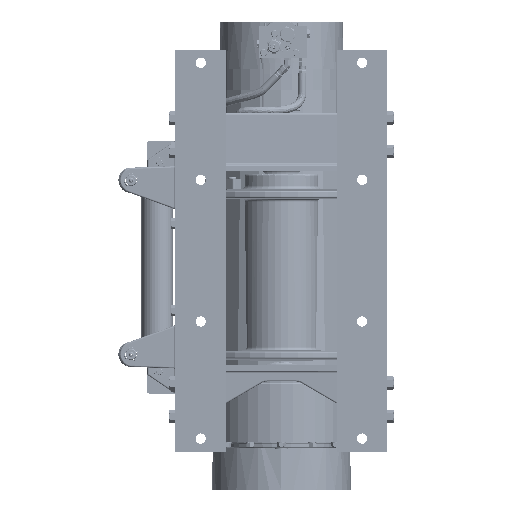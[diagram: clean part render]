
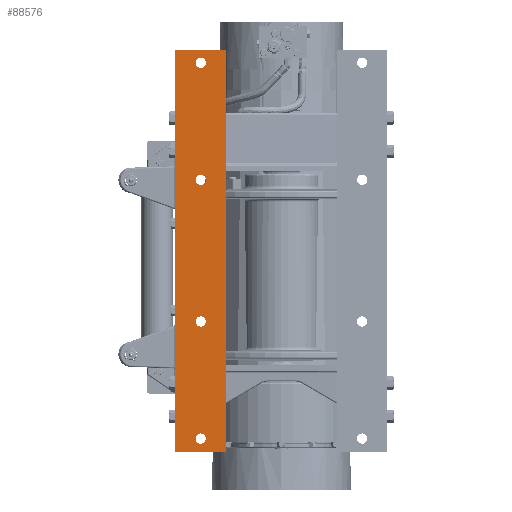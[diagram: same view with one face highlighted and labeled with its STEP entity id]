
A CAD part, front view. The second image highlights one B-rep face of the part: STEP entity #88576.
In plain terms, the highlighted planar face has unit normal (0, -1, 0).
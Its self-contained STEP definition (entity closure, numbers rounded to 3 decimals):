
#87913=DIRECTION('',(0.,0.,1.));
#87914=VECTOR('',#87913,31.75);
#87915=CARTESIAN_POINT('',(-4.375,-9.625,-23.719));
#87916=LINE('',#87915,#87914);
#87917=DIRECTION('',(1.,0.,0.));
#87918=VECTOR('',#87917,4.);
#87919=CARTESIAN_POINT('',(-8.375,-9.625,-23.719));
#87920=LINE('',#87919,#87918);
#87921=DIRECTION('',(0.,0.,-1.));
#87922=VECTOR('',#87921,31.75);
#87923=CARTESIAN_POINT('',(-8.375,-9.625,8.031));
#87924=LINE('',#87923,#87922);
#87925=DIRECTION('',(-1.,0.,0.));
#87926=VECTOR('',#87925,4.);
#87927=CARTESIAN_POINT('',(-4.375,-9.625,8.031));
#87928=LINE('',#87927,#87926);
#87929=CARTESIAN_POINT('',(-6.375,-9.625,-22.688));
#87930=DIRECTION('',(0.,1.,0.));
#87931=DIRECTION('',(1.,0.,0.));
#87932=AXIS2_PLACEMENT_3D('',#87929,#87930,#87931);
#87934=CARTESIAN_POINT('',(-6.375,-9.625,-22.688));
#87935=DIRECTION('',(0.,1.,0.));
#87936=DIRECTION('',(-1.,0.,0.));
#87937=AXIS2_PLACEMENT_3D('',#87934,#87935,#87936);
#87939=CARTESIAN_POINT('',(-6.375,-9.625,-13.438));
#87940=DIRECTION('',(0.,1.,0.));
#87941=DIRECTION('',(1.,0.,0.));
#87942=AXIS2_PLACEMENT_3D('',#87939,#87940,#87941);
#87944=CARTESIAN_POINT('',(-6.375,-9.625,-13.438));
#87945=DIRECTION('',(0.,1.,0.));
#87946=DIRECTION('',(-1.,0.,0.));
#87947=AXIS2_PLACEMENT_3D('',#87944,#87945,#87946);
#87949=CARTESIAN_POINT('',(-6.375,-9.625,-2.25));
#87950=DIRECTION('',(0.,1.,0.));
#87951=DIRECTION('',(1.,0.,0.));
#87952=AXIS2_PLACEMENT_3D('',#87949,#87950,#87951);
#87954=CARTESIAN_POINT('',(-6.375,-9.625,-2.25));
#87955=DIRECTION('',(0.,1.,0.));
#87956=DIRECTION('',(-1.,0.,0.));
#87957=AXIS2_PLACEMENT_3D('',#87954,#87955,#87956);
#87959=CARTESIAN_POINT('',(-6.375,-9.625,7.));
#87960=DIRECTION('',(0.,1.,0.));
#87961=DIRECTION('',(1.,0.,0.));
#87962=AXIS2_PLACEMENT_3D('',#87959,#87960,#87961);
#87964=CARTESIAN_POINT('',(-6.375,-9.625,7.));
#87965=DIRECTION('',(0.,1.,0.));
#87966=DIRECTION('',(-1.,0.,0.));
#87967=AXIS2_PLACEMENT_3D('',#87964,#87965,#87966);
#88411=CARTESIAN_POINT('',(-5.969,-9.625,-13.438));
#88413=VERTEX_POINT('',#88411);
#88415=CARTESIAN_POINT('',(-4.375,-9.625,-23.719));
#88416=CARTESIAN_POINT('',(-4.375,-9.625,8.031));
#88417=VERTEX_POINT('',#88415);
#88418=VERTEX_POINT('',#88416);
#88421=CARTESIAN_POINT('',(-6.781,-9.625,-13.438));
#88422=VERTEX_POINT('',#88421);
#88423=CARTESIAN_POINT('',(-8.375,-9.625,-23.719));
#88425=VERTEX_POINT('',#88423);
#88427=CARTESIAN_POINT('',(-5.969,-9.625,-22.688));
#88428=CARTESIAN_POINT('',(-6.781,-9.625,-22.688));
#88429=VERTEX_POINT('',#88427);
#88430=VERTEX_POINT('',#88428);
#88431=CARTESIAN_POINT('',(-8.375,-9.625,8.031));
#88432=VERTEX_POINT('',#88431);
#88443=CARTESIAN_POINT('',(-5.969,-9.625,-2.25));
#88444=CARTESIAN_POINT('',(-6.781,-9.625,-2.25));
#88445=VERTEX_POINT('',#88443);
#88446=VERTEX_POINT('',#88444);
#88459=CARTESIAN_POINT('',(-5.969,-9.625,7.));
#88460=CARTESIAN_POINT('',(-6.781,-9.625,7.));
#88461=VERTEX_POINT('',#88459);
#88462=VERTEX_POINT('',#88460);
#88539=CARTESIAN_POINT('',(-8.375,-9.625,8.031));
#88540=DIRECTION('',(0.,1.,0.));
#88541=DIRECTION('',(0.,0.,1.));
#88542=AXIS2_PLACEMENT_3D('',#88539,#88540,#88541);
#88543=PLANE('',#88542);
#88545=ORIENTED_EDGE('',*,*,#88544,.F.);
#88547=ORIENTED_EDGE('',*,*,#88546,.F.);
#88549=ORIENTED_EDGE('',*,*,#88548,.F.);
#88551=ORIENTED_EDGE('',*,*,#88550,.F.);
#88552=EDGE_LOOP('',(#88545,#88547,#88549,#88551));
#88553=FACE_OUTER_BOUND('',#88552,.F.);
#88555=ORIENTED_EDGE('',*,*,#88554,.F.);
#88557=ORIENTED_EDGE('',*,*,#88556,.F.);
#88558=EDGE_LOOP('',(#88555,#88557));
#88559=FACE_BOUND('',#88558,.F.);
#88560=ORIENTED_EDGE('',*,*,#88502,.F.);
#88561=ORIENTED_EDGE('',*,*,#88523,.F.);
#88562=EDGE_LOOP('',(#88560,#88561));
#88563=FACE_BOUND('',#88562,.F.);
#88565=ORIENTED_EDGE('',*,*,#88564,.F.);
#88567=ORIENTED_EDGE('',*,*,#88566,.F.);
#88568=EDGE_LOOP('',(#88565,#88567));
#88569=FACE_BOUND('',#88568,.F.);
#88571=ORIENTED_EDGE('',*,*,#88570,.F.);
#88573=ORIENTED_EDGE('',*,*,#88572,.F.);
#88574=EDGE_LOOP('',(#88571,#88573));
#88575=FACE_BOUND('',#88574,.F.);
#87933=CIRCLE('',#87932,0.406);
#87938=CIRCLE('',#87937,0.406);
#87943=CIRCLE('',#87942,0.406);
#87948=CIRCLE('',#87947,0.406);
#87953=CIRCLE('',#87952,0.406);
#87958=CIRCLE('',#87957,0.406);
#87963=CIRCLE('',#87962,0.406);
#87968=CIRCLE('',#87967,0.406);
#88502=EDGE_CURVE('',#88413,#88422,#87943,.T.);
#88523=EDGE_CURVE('',#88422,#88413,#87948,.T.);
#88544=EDGE_CURVE('',#88417,#88418,#87916,.T.);
#88546=EDGE_CURVE('',#88425,#88417,#87920,.T.);
#88548=EDGE_CURVE('',#88432,#88425,#87924,.T.);
#88550=EDGE_CURVE('',#88418,#88432,#87928,.T.);
#88554=EDGE_CURVE('',#88429,#88430,#87933,.T.);
#88556=EDGE_CURVE('',#88430,#88429,#87938,.T.);
#88564=EDGE_CURVE('',#88445,#88446,#87953,.T.);
#88566=EDGE_CURVE('',#88446,#88445,#87958,.T.);
#88570=EDGE_CURVE('',#88461,#88462,#87963,.T.);
#88572=EDGE_CURVE('',#88462,#88461,#87968,.T.);
#88576=ADVANCED_FACE('',(#88553,#88559,#88563,#88569,#88575),#88543,.F.);
